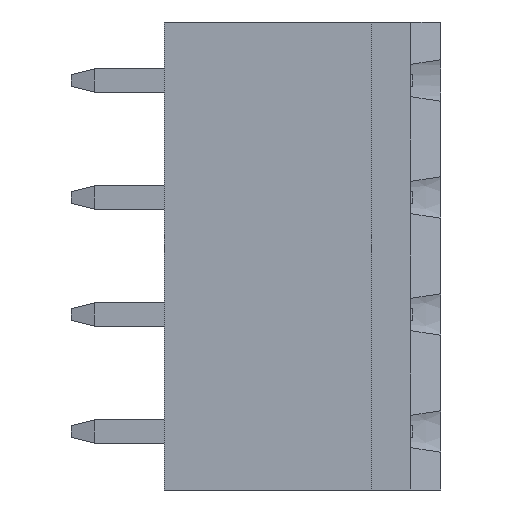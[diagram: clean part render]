
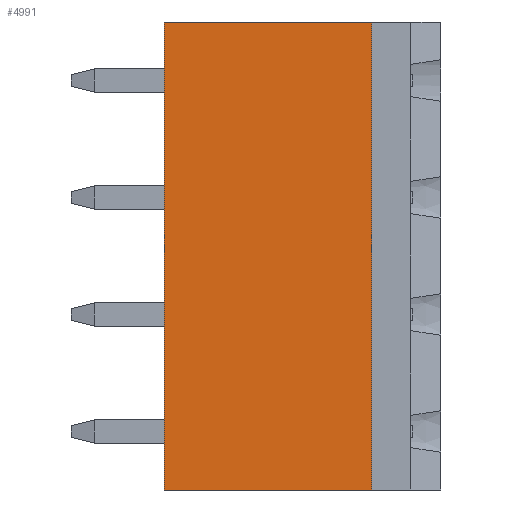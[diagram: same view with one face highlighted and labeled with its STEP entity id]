
A CAD part, left-side view. The second image highlights one B-rep face of the part: STEP entity #4991.
In plain terms, the highlighted planar face has unit normal (-1, 0, 0).
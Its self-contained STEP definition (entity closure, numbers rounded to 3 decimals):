
#60=DIRECTION('',(0.,0.,1.));
#61=VECTOR('',#60,20.32);
#62=CARTESIAN_POINT('',(-3.9,12.,0.));
#63=LINE('',#62,#61);
#64=DIRECTION('',(0.,-1.,0.));
#65=VECTOR('',#64,9.);
#66=CARTESIAN_POINT('',(-3.9,12.,20.32));
#67=LINE('',#66,#65);
#68=DIRECTION('',(0.,0.,-1.));
#69=VECTOR('',#68,20.32);
#70=CARTESIAN_POINT('',(-3.9,3.,20.32));
#71=LINE('',#70,#69);
#72=DIRECTION('',(0.,-1.,0.));
#73=VECTOR('',#72,9.);
#74=CARTESIAN_POINT('',(-3.9,12.,0.));
#75=LINE('',#74,#73);
#4767=CARTESIAN_POINT('',(-3.9,12.,20.32));
#4769=VERTEX_POINT('',#4767);
#4774=CARTESIAN_POINT('',(-3.9,3.,20.32));
#4775=VERTEX_POINT('',#4774);
#4830=CARTESIAN_POINT('',(-3.9,12.,0.));
#4831=VERTEX_POINT('',#4830);
#4834=CARTESIAN_POINT('',(-3.9,3.,0.));
#4835=VERTEX_POINT('',#4834);
#4977=CARTESIAN_POINT('',(-3.9,12.,0.));
#4978=DIRECTION('',(-1.,0.,0.));
#4979=DIRECTION('',(0.,-1.,0.));
#4980=AXIS2_PLACEMENT_3D('',#4977,#4978,#4979);
#4981=PLANE('',#4980);
#4983=ORIENTED_EDGE('',*,*,#4982,.T.);
#4985=ORIENTED_EDGE('',*,*,#4984,.T.);
#4986=ORIENTED_EDGE('',*,*,#4967,.T.);
#4988=ORIENTED_EDGE('',*,*,#4987,.F.);
#4989=EDGE_LOOP('',(#4983,#4985,#4986,#4988));
#4990=FACE_OUTER_BOUND('',#4989,.F.);
#4991=ADVANCED_FACE('',(#4990),#4981,.T.);
#4967=EDGE_CURVE('',#4775,#4835,#71,.T.);
#4982=EDGE_CURVE('',#4831,#4769,#63,.T.);
#4984=EDGE_CURVE('',#4769,#4775,#67,.T.);
#4987=EDGE_CURVE('',#4831,#4835,#75,.T.);
